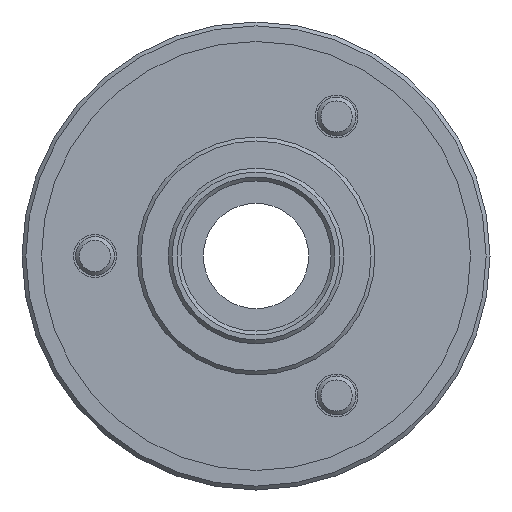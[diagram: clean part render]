
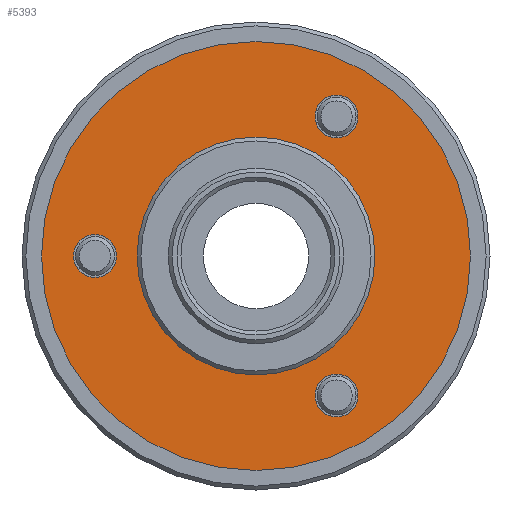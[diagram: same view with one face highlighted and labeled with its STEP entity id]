
A CAD part, left-side view. The second image highlights one B-rep face of the part: STEP entity #5393.
In plain terms, the highlighted planar face has unit normal (-1, 0, 0).
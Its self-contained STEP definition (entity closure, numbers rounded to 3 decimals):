
#58 = DIRECTION ( 'NONE',  ( -1., 0., 0. ) ) ;
#102 = DIRECTION ( 'NONE',  ( 0., -1., 0. ) ) ;
#143 = FACE_BOUND ( 'NONE', #3594, .T. ) ;
#156 = CARTESIAN_POINT ( 'NONE',  ( 4., -15.15, -35.767 ) ) ;
#174 = CARTESIAN_POINT ( 'NONE',  ( 4., -20.65, 35.767 ) ) ;
#217 = EDGE_LOOP ( 'NONE', ( #2438 ) ) ;
#247 = ORIENTED_EDGE ( 'NONE', *, *, #5433, .T. ) ;
#597 = FACE_BOUND ( 'NONE', #5634, .T. ) ;
#611 = CIRCLE ( 'NONE', #3997, 30.5 ) ;
#628 = CARTESIAN_POINT ( 'NONE',  ( 4., -20.65, -35.767 ) ) ;
#667 = EDGE_CURVE ( 'NONE', #4922, #4922, #3756, .T. ) ;
#756 = CARTESIAN_POINT ( 'NONE',  ( 4., -55., 0. ) ) ;
#1009 = CARTESIAN_POINT ( 'NONE',  ( 4., 0., 30.5 ) ) ;
#1065 = DIRECTION ( 'NONE',  ( -1., 0., 0. ) ) ;
#1128 = AXIS2_PLACEMENT_3D ( 'NONE', #4278, #1065, #102 ) ;
#1229 = EDGE_CURVE ( 'NONE', #5901, #5901, #1449, .T. ) ;
#1231 = DIRECTION ( 'NONE',  ( 1., 0., 0. ) ) ;
#1240 = CIRCLE ( 'NONE', #2042, 5.5 ) ;
#1272 = VERTEX_POINT ( 'NONE', #3127 ) ;
#1449 = CIRCLE ( 'NONE', #4068, 5.5 ) ;
#1492 = AXIS2_PLACEMENT_3D ( 'NONE', #3846, #5702, #1532 ) ;
#1532 = DIRECTION ( 'NONE',  ( 0., 1., 0. ) ) ;
#1560 = EDGE_CURVE ( 'NONE', #1272, #1272, #1240, .T. ) ;
#1734 = CARTESIAN_POINT ( 'NONE',  ( 4., 46.8, 0. ) ) ;
#1913 = DIRECTION ( 'NONE',  ( 0., 0., 1. ) ) ;
#2002 = PLANE ( 'NONE',  #1492 ) ;
#2042 = AXIS2_PLACEMENT_3D ( 'NONE', #174, #4338, #4876 ) ;
#2279 = CIRCLE ( 'NONE', #5676, 5.5 ) ;
#2438 = ORIENTED_EDGE ( 'NONE', *, *, #1560, .T. ) ;
#2461 = FACE_BOUND ( 'NONE', #2580, .T. ) ;
#2492 = DIRECTION ( 'NONE',  ( 1., 0., 0. ) ) ;
#2580 = EDGE_LOOP ( 'NONE', ( #4056 ) ) ;
#3127 = CARTESIAN_POINT ( 'NONE',  ( 4., -15.15, 35.767 ) ) ;
#3594 = EDGE_LOOP ( 'NONE', ( #5123 ) ) ;
#3656 = ORIENTED_EDGE ( 'NONE', *, *, #667, .T. ) ;
#3756 = CIRCLE ( 'NONE', #1128, 55. ) ;
#3846 = CARTESIAN_POINT ( 'NONE',  ( 4., 55., 0. ) ) ;
#3997 = AXIS2_PLACEMENT_3D ( 'NONE', #4214, #58, #1913 ) ;
#4038 = EDGE_CURVE ( 'NONE', #5175, #5175, #611, .T. ) ;
#4056 = ORIENTED_EDGE ( 'NONE', *, *, #1229, .T. ) ;
#4068 = AXIS2_PLACEMENT_3D ( 'NONE', #4498, #1231, #5405 ) ;
#4214 = CARTESIAN_POINT ( 'NONE',  ( 4., 0., 0. ) ) ;
#4278 = CARTESIAN_POINT ( 'NONE',  ( 4., 0., 0. ) ) ;
#4304 = FACE_OUTER_BOUND ( 'NONE', #5081, .T. ) ;
#4323 = VERTEX_POINT ( 'NONE', #156 ) ;
#4336 = DIRECTION ( 'NONE',  ( 0., 1., 0. ) ) ;
#4338 = DIRECTION ( 'NONE',  ( 1., 0., 0. ) ) ;
#4498 = CARTESIAN_POINT ( 'NONE',  ( 4., 41.3, 0. ) ) ;
#4876 = DIRECTION ( 'NONE',  ( 0., 1., 0. ) ) ;
#4922 = VERTEX_POINT ( 'NONE', #756 ) ;
#5081 = EDGE_LOOP ( 'NONE', ( #3656 ) ) ;
#5123 = ORIENTED_EDGE ( 'NONE', *, *, #4038, .F. ) ;
#5175 = VERTEX_POINT ( 'NONE', #1009 ) ;
#5212 = FACE_BOUND ( 'NONE', #217, .T. ) ;
#5393 = ADVANCED_FACE ( 'NONE', ( #5212, #597, #2461, #4304, #143 ), #2002, .F. ) ;
#5405 = DIRECTION ( 'NONE',  ( 0., 1., 0. ) ) ;
#5433 = EDGE_CURVE ( 'NONE', #4323, #4323, #2279, .T. ) ;
#5634 = EDGE_LOOP ( 'NONE', ( #247 ) ) ;
#5676 = AXIS2_PLACEMENT_3D ( 'NONE', #628, #2492, #4336 ) ;
#5702 = DIRECTION ( 'NONE',  ( 1., 0., 0. ) ) ;
#5901 = VERTEX_POINT ( 'NONE', #1734 ) ;
